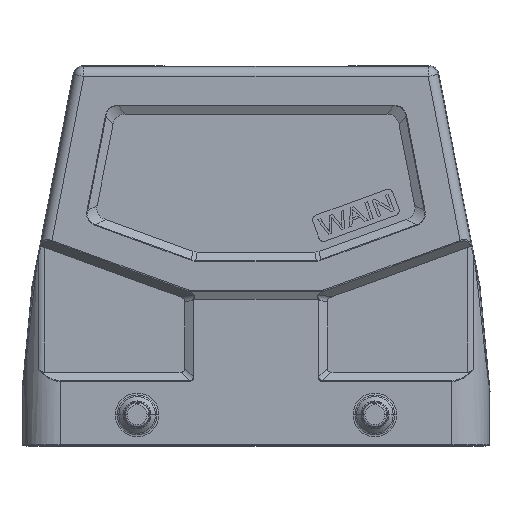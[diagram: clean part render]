
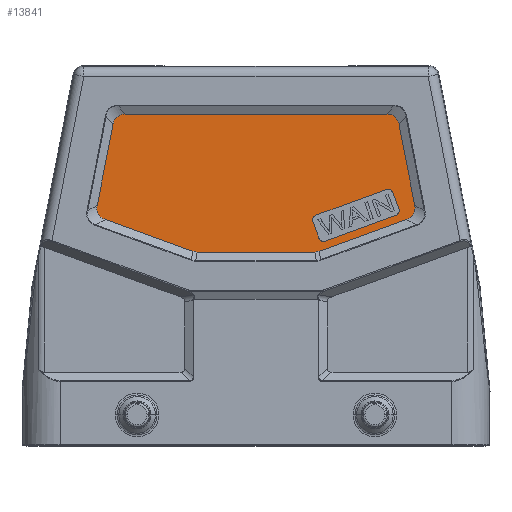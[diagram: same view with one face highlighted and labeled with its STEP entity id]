
A CAD part, top view. The second image highlights one B-rep face of the part: STEP entity #13841.
In plain terms, the highlighted planar face has unit normal (0, 0, 1).
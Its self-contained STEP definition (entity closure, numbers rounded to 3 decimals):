
#2698=DIRECTION('',(0.191,-0.982,0.));
#2699=VECTOR('',#2698,16.467);
#2700=CARTESIAN_POINT('',(28.57,32.245,21.5));
#2701=LINE('',#2700,#2699);
#2710=CARTESIAN_POINT('',(31.712,16.08,21.5));
#2711=CARTESIAN_POINT('',(31.848,15.381,21.5));
#2712=CARTESIAN_POINT('',(31.684,14.231,21.5));
#2713=CARTESIAN_POINT('',(30.782,13.497,21.5));
#2714=CARTESIAN_POINT('',(30.113,13.254,21.5));
#2720=DIRECTION('',(-0.94,-0.342,0.));
#2721=VECTOR('',#2720,18.628);
#2722=CARTESIAN_POINT('',(30.113,13.254,21.5));
#2723=LINE('',#2722,#2721);
#2732=CARTESIAN_POINT('',(12.609,6.883,21.5));
#2733=CARTESIAN_POINT('',(12.333,6.782,21.5));
#2734=CARTESIAN_POINT('',(12.048,6.732,21.5));
#2735=CARTESIAN_POINT('',(11.754,6.732,21.5));
#2746=DIRECTION('',(-1.,0.,0.));
#2747=VECTOR('',#2746,23.508);
#2748=CARTESIAN_POINT('',(11.754,6.732,21.5));
#2749=LINE('',#2748,#2747);
#2754=CARTESIAN_POINT('',(-11.754,6.732,21.5));
#2755=CARTESIAN_POINT('',(-12.048,6.732,21.5));
#2756=CARTESIAN_POINT('',(-12.333,6.782,21.5));
#2757=CARTESIAN_POINT('',(-12.609,6.883,21.5));
#2768=DIRECTION('',(-0.94,0.342,0.));
#2769=VECTOR('',#2768,18.628);
#2770=CARTESIAN_POINT('',(-12.609,6.883,21.5));
#2771=LINE('',#2770,#2769);
#2780=CARTESIAN_POINT('',(-30.113,13.254,21.5));
#2781=CARTESIAN_POINT('',(-30.782,13.497,21.5));
#2782=CARTESIAN_POINT('',(-31.684,14.231,21.5));
#2783=CARTESIAN_POINT('',(-31.848,15.381,21.5));
#2784=CARTESIAN_POINT('',(-31.712,16.08,21.5));
#2790=DIRECTION('',(0.191,0.982,0.));
#2791=VECTOR('',#2790,16.467);
#2792=CARTESIAN_POINT('',(-31.712,16.08,21.5));
#2793=LINE('',#2792,#2791);
#2802=CARTESIAN_POINT('',(-28.57,32.245,21.5));
#2803=CARTESIAN_POINT('',(-28.439,32.919,21.5));
#2804=CARTESIAN_POINT('',(-27.877,33.904,21.5));
#2805=CARTESIAN_POINT('',(-26.803,34.268,21.5));
#2806=CARTESIAN_POINT('',(-26.116,34.268,21.5));
#2812=DIRECTION('',(1.,0.,0.));
#2813=VECTOR('',#2812,52.232);
#2814=CARTESIAN_POINT('',(-26.116,34.268,21.5));
#2815=LINE('',#2814,#2813);
#2820=CARTESIAN_POINT('',(26.116,34.268,21.5));
#2821=CARTESIAN_POINT('',(26.803,34.268,21.5));
#2822=CARTESIAN_POINT('',(27.877,33.904,21.5));
#2823=CARTESIAN_POINT('',(28.439,32.919,21.5));
#2824=CARTESIAN_POINT('',(28.57,32.245,21.5));
#2826=DIRECTION('',(-0.342,0.94,0.));
#2827=VECTOR('',#2826,3.5);
#2828=CARTESIAN_POINT('',(12.562,9.526,21.5));
#2829=LINE('',#2828,#2827);
#2830=CARTESIAN_POINT('',(13.501,9.868,21.5));
#2831=DIRECTION('',(0.,0.,-1.));
#2832=DIRECTION('',(0.342,-0.94,0.));
#2833=AXIS2_PLACEMENT_3D('',#2830,#2831,#2832);
#2835=DIRECTION('',(-0.94,-0.342,0.));
#2836=VECTOR('',#2835,15.);
#2837=CARTESIAN_POINT('',(27.939,14.059,21.5));
#2838=LINE('',#2837,#2836);
#2839=CARTESIAN_POINT('',(27.597,14.998,21.5));
#2840=DIRECTION('',(0.,0.,-1.));
#2841=DIRECTION('',(1.,0.,0.));
#2842=AXIS2_PLACEMENT_3D('',#2839,#2840,#2841);
#2844=CARTESIAN_POINT('',(27.597,14.998,21.5));
#2845=DIRECTION('',(0.,0.,-1.));
#2846=DIRECTION('',(0.94,0.342,0.));
#2847=AXIS2_PLACEMENT_3D('',#2844,#2845,#2846);
#2849=DIRECTION('',(0.342,-0.94,0.));
#2850=VECTOR('',#2849,3.5);
#2851=CARTESIAN_POINT('',(27.339,18.629,21.5));
#2852=LINE('',#2851,#2850);
#2853=CARTESIAN_POINT('',(26.4,18.287,21.5));
#2854=DIRECTION('',(0.,0.,-1.));
#2855=DIRECTION('',(-0.342,0.94,0.));
#2856=AXIS2_PLACEMENT_3D('',#2853,#2854,#2855);
#2858=DIRECTION('',(0.94,0.342,0.));
#2859=VECTOR('',#2858,15.);
#2860=CARTESIAN_POINT('',(11.962,14.097,21.5));
#2861=LINE('',#2860,#2859);
#2862=CARTESIAN_POINT('',(12.304,13.157,21.5));
#2863=DIRECTION('',(0.,0.,-1.));
#2864=DIRECTION('',(-0.94,-0.342,0.));
#2865=AXIS2_PLACEMENT_3D('',#2862,#2863,#2864);
#8955=CARTESIAN_POINT('',(13.843,8.928,21.5));
#8956=CARTESIAN_POINT('',(12.562,9.526,21.5));
#8957=VERTEX_POINT('',#8955);
#8958=VERTEX_POINT('',#8956);
#8959=CARTESIAN_POINT('',(27.939,14.059,21.5));
#8960=VERTEX_POINT('',#8959);
#8961=CARTESIAN_POINT('',(28.536,15.34,21.5));
#8962=CARTESIAN_POINT('',(28.597,14.998,21.5));
#8963=VERTEX_POINT('',#8961);
#8964=VERTEX_POINT('',#8962);
#8965=CARTESIAN_POINT('',(27.339,18.629,21.5));
#8966=VERTEX_POINT('',#8965);
#8967=CARTESIAN_POINT('',(26.058,19.227,21.5));
#8968=VERTEX_POINT('',#8967);
#8969=CARTESIAN_POINT('',(11.962,14.097,21.5));
#8970=VERTEX_POINT('',#8969);
#8971=CARTESIAN_POINT('',(11.364,12.815,21.5));
#8972=VERTEX_POINT('',#8971);
#9066=CARTESIAN_POINT('',(28.57,32.245,21.5));
#9067=CARTESIAN_POINT('',(31.712,16.08,21.5));
#9068=VERTEX_POINT('',#9066);
#9069=VERTEX_POINT('',#9067);
#9070=VERTEX_POINT('',#2820);
#9071=CARTESIAN_POINT('',(-26.116,34.268,21.5));
#9072=VERTEX_POINT('',#9071);
#9073=VERTEX_POINT('',#2802);
#9074=CARTESIAN_POINT('',(-31.712,16.08,21.5));
#9075=VERTEX_POINT('',#9074);
#9076=VERTEX_POINT('',#2780);
#9077=CARTESIAN_POINT('',(-12.609,6.883,21.5));
#9078=VERTEX_POINT('',#9077);
#9079=VERTEX_POINT('',#2754);
#9080=CARTESIAN_POINT('',(11.754,6.732,21.5));
#9081=VERTEX_POINT('',#9080);
#9082=VERTEX_POINT('',#2732);
#9083=CARTESIAN_POINT('',(30.113,13.254,21.5));
#9084=VERTEX_POINT('',#9083);
#13802=CARTESIAN_POINT('',(-34.102,12.862,21.5));
#13803=DIRECTION('',(0.,0.,-1.));
#13804=DIRECTION('',(-1.,0.,0.));
#13805=AXIS2_PLACEMENT_3D('',#13802,#13803,#13804);
#13806=PLANE('',#13805);
#13807=ORIENTED_EDGE('',*,*,#13636,.T.);
#13808=ORIENTED_EDGE('',*,*,#13651,.T.);
#13809=ORIENTED_EDGE('',*,*,#13665,.T.);
#13810=ORIENTED_EDGE('',*,*,#13679,.T.);
#13811=ORIENTED_EDGE('',*,*,#13693,.T.);
#13812=ORIENTED_EDGE('',*,*,#13707,.T.);
#13813=ORIENTED_EDGE('',*,*,#13721,.T.);
#13814=ORIENTED_EDGE('',*,*,#13735,.T.);
#13815=ORIENTED_EDGE('',*,*,#13750,.T.);
#13816=ORIENTED_EDGE('',*,*,#13765,.T.);
#13817=ORIENTED_EDGE('',*,*,#13780,.T.);
#13818=ORIENTED_EDGE('',*,*,#13794,.T.);
#13819=EDGE_LOOP('',(#13807,#13808,#13809,#13810,#13811,#13812,#13813,#13814,
#13815,#13816,#13817,#13818));
#13820=FACE_OUTER_BOUND('',#13819,.F.);
#13822=ORIENTED_EDGE('',*,*,#13821,.F.);
#13824=ORIENTED_EDGE('',*,*,#13823,.F.);
#13826=ORIENTED_EDGE('',*,*,#13825,.F.);
#13828=ORIENTED_EDGE('',*,*,#13827,.F.);
#13830=ORIENTED_EDGE('',*,*,#13829,.F.);
#13832=ORIENTED_EDGE('',*,*,#13831,.F.);
#13834=ORIENTED_EDGE('',*,*,#13833,.F.);
#13836=ORIENTED_EDGE('',*,*,#13835,.F.);
#13838=ORIENTED_EDGE('',*,*,#13837,.F.);
#13839=EDGE_LOOP('',(#13822,#13824,#13826,#13828,#13830,#13832,#13834,#13836,
#13838));
#13840=FACE_BOUND('',#13839,.F.);
#2715=B_SPLINE_CURVE_WITH_KNOTS('',3,(#2710,#2711,#2712,#2713,#2714),
.UNSPECIFIED.,.F.,.F.,(4,1,4),(0.,0.5,1.),.UNSPECIFIED.);
#2736=B_SPLINE_CURVE_WITH_KNOTS('',3,(#2732,#2733,#2734,#2735),.UNSPECIFIED.,
.F.,.F.,(4,4),(0.,1.),.UNSPECIFIED.);
#2758=B_SPLINE_CURVE_WITH_KNOTS('',3,(#2754,#2755,#2756,#2757),.UNSPECIFIED.,
.F.,.F.,(4,4),(0.,1.),.UNSPECIFIED.);
#2785=B_SPLINE_CURVE_WITH_KNOTS('',3,(#2780,#2781,#2782,#2783,#2784),
.UNSPECIFIED.,.F.,.F.,(4,1,4),(0.,0.5,1.),.UNSPECIFIED.);
#2807=B_SPLINE_CURVE_WITH_KNOTS('',3,(#2802,#2803,#2804,#2805,#2806),
.UNSPECIFIED.,.F.,.F.,(4,1,4),(0.,0.5,1.),.UNSPECIFIED.);
#2825=B_SPLINE_CURVE_WITH_KNOTS('',3,(#2820,#2821,#2822,#2823,#2824),
.UNSPECIFIED.,.F.,.F.,(4,1,4),(0.,0.5,1.),.UNSPECIFIED.);
#2834=CIRCLE('',#2833,1.);
#2843=CIRCLE('',#2842,1.);
#2848=CIRCLE('',#2847,1.);
#2857=CIRCLE('',#2856,1.);
#2866=CIRCLE('',#2865,1.);
#13636=EDGE_CURVE('',#9068,#9069,#2701,.T.);
#13651=EDGE_CURVE('',#9069,#9084,#2715,.T.);
#13665=EDGE_CURVE('',#9084,#9082,#2723,.T.);
#13679=EDGE_CURVE('',#9082,#9081,#2736,.T.);
#13693=EDGE_CURVE('',#9081,#9079,#2749,.T.);
#13707=EDGE_CURVE('',#9079,#9078,#2758,.T.);
#13721=EDGE_CURVE('',#9078,#9076,#2771,.T.);
#13735=EDGE_CURVE('',#9076,#9075,#2785,.T.);
#13750=EDGE_CURVE('',#9075,#9073,#2793,.T.);
#13765=EDGE_CURVE('',#9073,#9072,#2807,.T.);
#13780=EDGE_CURVE('',#9072,#9070,#2815,.T.);
#13794=EDGE_CURVE('',#9070,#9068,#2825,.T.);
#13821=EDGE_CURVE('',#8958,#8972,#2829,.T.);
#13823=EDGE_CURVE('',#8957,#8958,#2834,.T.);
#13825=EDGE_CURVE('',#8960,#8957,#2838,.T.);
#13827=EDGE_CURVE('',#8964,#8960,#2843,.T.);
#13829=EDGE_CURVE('',#8963,#8964,#2848,.T.);
#13831=EDGE_CURVE('',#8966,#8963,#2852,.T.);
#13833=EDGE_CURVE('',#8968,#8966,#2857,.T.);
#13835=EDGE_CURVE('',#8970,#8968,#2861,.T.);
#13837=EDGE_CURVE('',#8972,#8970,#2866,.T.);
#13841=ADVANCED_FACE('',(#13820,#13840),#13806,.F.);
